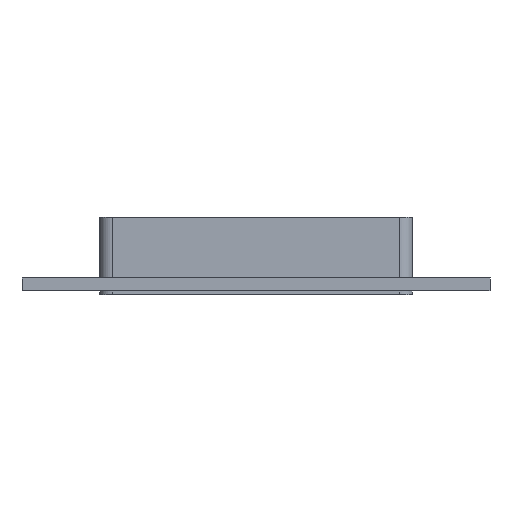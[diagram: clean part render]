
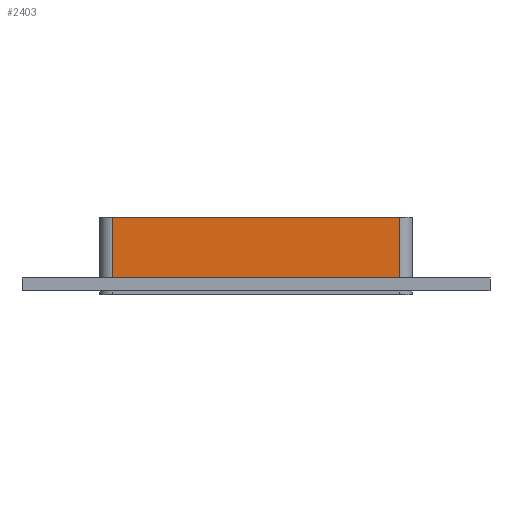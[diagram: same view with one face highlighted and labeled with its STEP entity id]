
A CAD part, left-side view. The second image highlights one B-rep face of the part: STEP entity #2403.
In plain terms, the highlighted planar face has unit normal (-1, 0, 0).
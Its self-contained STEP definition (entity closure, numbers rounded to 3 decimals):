
#797=CARTESIAN_POINT('',(-266.0,-111.,-17.0));
#798=VERTEX_POINT('',#797);
#806=CARTESIAN_POINT('',(-266.0,111.,-17.0));
#807=VERTEX_POINT('',#806);
#808=CARTESIAN_POINT('',(-266.,111.,-17.0));
#809=DIRECTION('',(0.0,-1.0,0.0));
#810=VECTOR('',#809,222.);
#811=LINE('',#808,#810);
#812=EDGE_CURVE('',#807,#798,#811,.T.);
#1542=CARTESIAN_POINT('',(-266.0,-111.,30.0));
#1543=VERTEX_POINT('',#1542);
#1551=CARTESIAN_POINT('',(-266.0,-111.,30.0));
#1552=DIRECTION('',(0.0,0.0,-1.0));
#1553=VECTOR('',#1552,47.0);
#1554=LINE('',#1551,#1553);
#1555=EDGE_CURVE('',#1543,#798,#1554,.T.);
#1566=CARTESIAN_POINT('',(-266.,111.,30.0));
#1567=VERTEX_POINT('',#1566);
#1568=CARTESIAN_POINT('',(-266.,111.,-17.0));
#1569=DIRECTION('',(0.0,0.0,1.0));
#1570=VECTOR('',#1569,47.0);
#1571=LINE('',#1568,#1570);
#1572=EDGE_CURVE('',#807,#1567,#1571,.T.);
#2387=CARTESIAN_POINT('',(-266.,121.,0.0));
#2388=DIRECTION('',(-1.0,0.0,0.0));
#2389=DIRECTION('',(0.0,-1.0,0.0));
#2390=AXIS2_PLACEMENT_3D('',#2387,#2388,#2389);
#2391=PLANE('',#2390);
#2392=ORIENTED_EDGE('',*,*,#812,.T.);
#2393=ORIENTED_EDGE('',*,*,#1555,.F.);
#2394=CARTESIAN_POINT('',(-266.,111.,30.0));
#2395=DIRECTION('',(0.0,-1.0,0.0));
#2396=VECTOR('',#2395,222.);
#2397=LINE('',#2394,#2396);
#2398=EDGE_CURVE('',#1567,#1543,#2397,.T.);
#2399=ORIENTED_EDGE('',*,*,#2398,.F.);
#2400=ORIENTED_EDGE('',*,*,#1572,.F.);
#2401=EDGE_LOOP('',(#2392,#2393,#2399,#2400));
#2402=FACE_OUTER_BOUND('',#2401,.T.);
#2403=ADVANCED_FACE('',(#2402),#2391,.T.);
